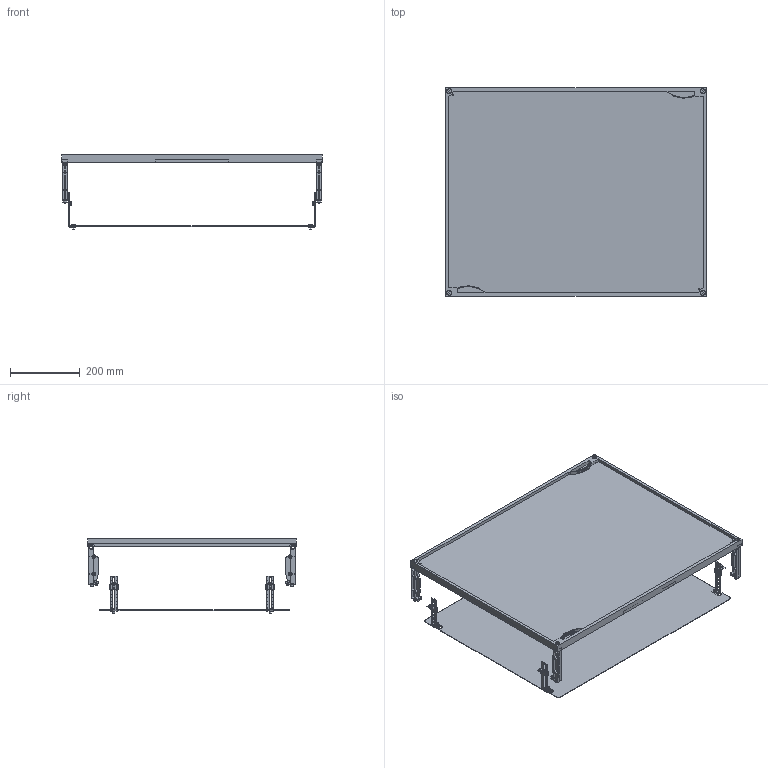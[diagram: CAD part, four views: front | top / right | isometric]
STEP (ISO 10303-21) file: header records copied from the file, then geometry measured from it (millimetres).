
FILE_DESCRIPTION(('STEP AP214'),'1');
FILE_NAME('cctmp_0BC16421-D6B6-46DF-B422-9757D7527592_2023_07_22_14_11_40_0808..stp','2023-07-22T12:11:42',('SIEMENS A&D'),('CADClick - www.CADClick.com'),'Spatial InterOp 3D postprocessed',' ','unknown authorization');
FILE_SCHEMA(('AUTOMOTIVE_DESIGN'));
Length unit declared in the file: millimetre
Products named in the file (31): cc_unnamed; 2023_07_22_14_11_40_0751; 2023_07_22_14_11_40_0747; 2023_07_22_14_11_40_0743; 2023_07_22_14_11_40_0739; 2023_07_22_14_11_40_0735; 2023_07_22_14_11_40_0731; 2023_07_22_14_11_40_0727; 2023_07_22_14_11_40_0723; 2023_07_22_14_11_40_0719; 2023_07_22_14_11_40_0715; 2023_07_22_14_11_40_0711; 2023_07_22_14_11_40_0707; 2023_07_22_14_11_40_0703; 2023_07_22_14_11_40_0699; 2023_07_22_14_11_40_0695; 2023_07_22_14_11_40_0691; 2023_07_22_14_11_40_0687; 2023_07_22_14_11_40_0683; 2023_07_22_14_11_40_0679; 2023_07_22_14_11_40_0675; 2023_07_22_14_11_40_0671; 2023_07_22_14_11_40_0667; 2023_07_22_14_11_40_0663; 2023_07_22_14_11_40_0659; 2023_07_22_14_11_40_0655; 2023_07_22_14_11_40_0651; 2023_07_22_14_11_40_0647; 2023_07_22_14_11_40_0643; 2023_07_22_14_11_40_0639; 2023_07_22_14_11_40_0635
Assembly tree (30 placements, depth 2):
  cc_unnamed
    2023_07_22_14_11_40_0751
    2023_07_22_14_11_40_0747
    2023_07_22_14_11_40_0743
    2023_07_22_14_11_40_0739
    2023_07_22_14_11_40_0735
    2023_07_22_14_11_40_0731
    2023_07_22_14_11_40_0727
    2023_07_22_14_11_40_0723
    2023_07_22_14_11_40_0719
    2023_07_22_14_11_40_0715
    2023_07_22_14_11_40_0711
    2023_07_22_14_11_40_0707
    2023_07_22_14_11_40_0703
    2023_07_22_14_11_40_0699
    2023_07_22_14_11_40_0695
    2023_07_22_14_11_40_0691
    2023_07_22_14_11_40_0687
    2023_07_22_14_11_40_0683
    2023_07_22_14_11_40_0679
    2023_07_22_14_11_40_0675
    2023_07_22_14_11_40_0671
    2023_07_22_14_11_40_0667
    2023_07_22_14_11_40_0663
    2023_07_22_14_11_40_0659
    2023_07_22_14_11_40_0655
    2023_07_22_14_11_40_0651
    2023_07_22_14_11_40_0647
    2023_07_22_14_11_40_0643
    2023_07_22_14_11_40_0639
    2023_07_22_14_11_40_0635
Bounding box: 750 x 600 x 214.43 mm (x, y, z)
Volume: 2924850.6 mm3; surface area: 1884075 mm2
Topology: 30 solids, 30 shells, 1554 faces, 4176 edges, 2744 vertices
Faces by surface type: plane 1092, cylinder 374, cone 56, torus 32
Entity records: 54225 total; most frequent: CARTESIAN_POINT 9073, ORIENTED_EDGE 8352, DIRECTION 8214, EDGE_CURVE 4176, LINE 3068, VECTOR 3068, VERTEX_POINT 2744, AXIS2_PLACEMENT_3D 2573
